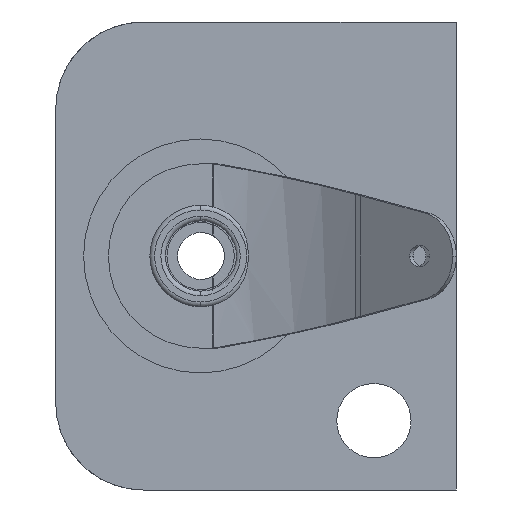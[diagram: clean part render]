
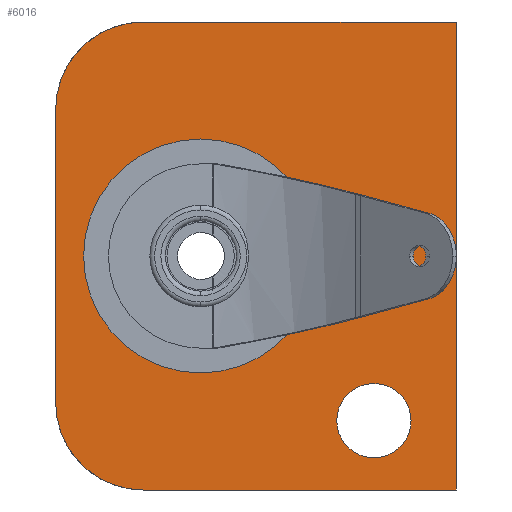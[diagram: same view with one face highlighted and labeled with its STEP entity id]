
A CAD part, left-side view. The second image highlights one B-rep face of the part: STEP entity #6016.
In plain terms, the highlighted planar face has unit normal (-1, 0, 0).
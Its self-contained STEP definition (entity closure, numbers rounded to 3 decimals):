
#67 = CARTESIAN_POINT ( 'NONE',  ( -29.85, 13.7, 0. ) ) ;
#87 = VERTEX_POINT ( 'NONE', #5751 ) ;
#221 = AXIS2_PLACEMENT_3D ( 'NONE', #6274, #8314, #3177 ) ;
#350 = DIRECTION ( 'NONE',  ( 1., 0., 0. ) ) ;
#373 = ORIENTED_EDGE ( 'NONE', *, *, #2659, .T. ) ;
#417 = CARTESIAN_POINT ( 'NONE',  ( -29.85, 2.82, -4.36 ) ) ;
#602 = CARTESIAN_POINT ( 'NONE',  ( -29.85, 2.82, -6.9 ) ) ;
#640 = VERTEX_POINT ( 'NONE', #7282 ) ;
#731 = ORIENTED_EDGE ( 'NONE', *, *, #3228, .T. ) ;
#839 = AXIS2_PLACEMENT_3D ( 'NONE', #1023, #6331, #4969 ) ;
#1023 = CARTESIAN_POINT ( 'NONE',  ( -29.85, 8.745, 0. ) ) ;
#1186 = DIRECTION ( 'NONE',  ( -1., 0., 0. ) ) ;
#1215 = LINE ( 'NONE', #6077, #4273 ) ;
#1280 = CIRCLE ( 'NONE', #839, 4. ) ;
#1490 = VECTOR ( 'NONE', #2343, 1000. ) ;
#1581 = ORIENTED_EDGE ( 'NONE', *, *, #3924, .T. ) ;
#1666 = AXIS2_PLACEMENT_3D ( 'NONE', #6098, #350, #7489 ) ;
#1772 = CARTESIAN_POINT ( 'NONE',  ( -29.85, 13.7, -5. ) ) ;
#1901 = AXIS2_PLACEMENT_3D ( 'NONE', #5385, #6654, #6001 ) ;
#2005 = PLANE ( 'NONE',  #5939 ) ;
#2071 = ORIENTED_EDGE ( 'NONE', *, *, #3974, .T. ) ;
#2145 = DIRECTION ( 'NONE',  ( 0., 0., -1. ) ) ;
#2169 = VECTOR ( 'NONE', #3143, 1000. ) ;
#2260 = EDGE_CURVE ( 'NONE', #5932, #8408, #6934, .T. ) ;
#2343 = DIRECTION ( 'NONE',  ( 0., -1., 0. ) ) ;
#2415 = EDGE_CURVE ( 'NONE', #87, #4671, #4918, .T. ) ;
#2442 = CARTESIAN_POINT ( 'NONE',  ( -29.85, 13.7, 5. ) ) ;
#2572 = VECTOR ( 'NONE', #6431, 1000. ) ;
#2581 = CARTESIAN_POINT ( 'NONE',  ( -29.85, 10.7, 5. ) ) ;
#2659 = EDGE_CURVE ( 'NONE', #640, #4671, #6236, .T. ) ;
#2967 = VERTEX_POINT ( 'NONE', #1772 ) ;
#2997 = ORIENTED_EDGE ( 'NONE', *, *, #2415, .F. ) ;
#3013 = VERTEX_POINT ( 'NONE', #417 ) ;
#3143 = DIRECTION ( 'NONE',  ( 0., -1., 0. ) ) ;
#3172 = CIRCLE ( 'NONE', #1901, 1.27 ) ;
#3177 = DIRECTION ( 'NONE',  ( 0., 0., -1. ) ) ;
#3223 = DIRECTION ( 'NONE',  ( 0., 0., 1. ) ) ;
#3228 = EDGE_CURVE ( 'NONE', #2967, #640, #7649, .T. ) ;
#3271 = EDGE_LOOP ( 'NONE', ( #2071, #4137 ) ) ;
#3284 = FACE_OUTER_BOUND ( 'NONE', #4768, .T. ) ;
#3599 = CARTESIAN_POINT ( 'NONE',  ( -29.85, 8.745, -4. ) ) ;
#3634 = LINE ( 'NONE', #6886, #1490 ) ;
#3924 = EDGE_CURVE ( 'NONE', #4861, #8159, #1280, .T. ) ;
#3974 = EDGE_CURVE ( 'NONE', #7807, #3013, #7791, .T. ) ;
#4066 = EDGE_LOOP ( 'NONE', ( #1581, #8382 ) ) ;
#4090 = ORIENTED_EDGE ( 'NONE', *, *, #4535, .F. ) ;
#4137 = ORIENTED_EDGE ( 'NONE', *, *, #6642, .T. ) ;
#4233 = CARTESIAN_POINT ( 'NONE',  ( -29.85, 8.745, 4. ) ) ;
#4273 = VECTOR ( 'NONE', #2145, 1000. ) ;
#4535 = EDGE_CURVE ( 'NONE', #5932, #87, #3634, .T. ) ;
#4671 = VERTEX_POINT ( 'NONE', #7724 ) ;
#4768 = EDGE_LOOP ( 'NONE', ( #8201, #731, #373, #2997, #4090, #6591 ) ) ;
#4861 = VERTEX_POINT ( 'NONE', #4233 ) ;
#4892 = CARTESIAN_POINT ( 'NONE',  ( -29.85, 10.7, -5. ) ) ;
#4918 = LINE ( 'NONE', #5782, #2572 ) ;
#4969 = DIRECTION ( 'NONE',  ( 0., 0., -1. ) ) ;
#5088 = CARTESIAN_POINT ( 'NONE',  ( -29.85, 13.7, -8. ) ) ;
#5282 = EDGE_CURVE ( 'NONE', #8408, #2967, #1215, .T. ) ;
#5385 = CARTESIAN_POINT ( 'NONE',  ( -29.85, 2.82, -5.63 ) ) ;
#5751 = CARTESIAN_POINT ( 'NONE',  ( -29.85, 0., 8. ) ) ;
#5782 = CARTESIAN_POINT ( 'NONE',  ( -29.85, 0., 0. ) ) ;
#5913 = AXIS2_PLACEMENT_3D ( 'NONE', #2581, #1186, #3223 ) ;
#5932 = VERTEX_POINT ( 'NONE', #7213 ) ;
#5939 = AXIS2_PLACEMENT_3D ( 'NONE', #67, #6560, #7856 ) ;
#6001 = DIRECTION ( 'NONE',  ( 0., 0., -1. ) ) ;
#6016 = ADVANCED_FACE ( 'NONE', ( #3284, #8250, #7634 ), #2005, .T. ) ;
#6077 = CARTESIAN_POINT ( 'NONE',  ( -29.85, 13.7, 0. ) ) ;
#6098 = CARTESIAN_POINT ( 'NONE',  ( -29.85, 8.745, 0. ) ) ;
#6112 = EDGE_CURVE ( 'NONE', #8159, #4861, #7527, .T. ) ;
#6236 = LINE ( 'NONE', #5088, #2169 ) ;
#6274 = CARTESIAN_POINT ( 'NONE',  ( -29.85, 2.82, -5.63 ) ) ;
#6331 = DIRECTION ( 'NONE',  ( 1., 0., 0. ) ) ;
#6431 = DIRECTION ( 'NONE',  ( 0., 0., -1. ) ) ;
#6560 = DIRECTION ( 'NONE',  ( -1., 0., 0. ) ) ;
#6591 = ORIENTED_EDGE ( 'NONE', *, *, #2260, .T. ) ;
#6642 = EDGE_CURVE ( 'NONE', #3013, #7807, #3172, .T. ) ;
#6654 = DIRECTION ( 'NONE',  ( 1., 0., 0. ) ) ;
#6886 = CARTESIAN_POINT ( 'NONE',  ( -29.85, 13.7, 8. ) ) ;
#6934 = CIRCLE ( 'NONE', #5913, 3. ) ;
#7213 = CARTESIAN_POINT ( 'NONE',  ( -29.85, 10.7, 8. ) ) ;
#7266 = AXIS2_PLACEMENT_3D ( 'NONE', #4892, #7407, #7457 ) ;
#7282 = CARTESIAN_POINT ( 'NONE',  ( -29.85, 10.7, -8. ) ) ;
#7407 = DIRECTION ( 'NONE',  ( -1., 0., 0. ) ) ;
#7457 = DIRECTION ( 'NONE',  ( 0., 0., 1. ) ) ;
#7489 = DIRECTION ( 'NONE',  ( 0., 0., -1. ) ) ;
#7527 = CIRCLE ( 'NONE', #1666, 4. ) ;
#7634 = FACE_BOUND ( 'NONE', #4066, .T. ) ;
#7649 = CIRCLE ( 'NONE', #7266, 3. ) ;
#7724 = CARTESIAN_POINT ( 'NONE',  ( -29.85, 0., -8. ) ) ;
#7791 = CIRCLE ( 'NONE', #221, 1.27 ) ;
#7807 = VERTEX_POINT ( 'NONE', #602 ) ;
#7856 = DIRECTION ( 'NONE',  ( 0., 0., 1. ) ) ;
#8159 = VERTEX_POINT ( 'NONE', #3599 ) ;
#8201 = ORIENTED_EDGE ( 'NONE', *, *, #5282, .T. ) ;
#8250 = FACE_BOUND ( 'NONE', #3271, .T. ) ;
#8314 = DIRECTION ( 'NONE',  ( 1., 0., 0. ) ) ;
#8382 = ORIENTED_EDGE ( 'NONE', *, *, #6112, .T. ) ;
#8408 = VERTEX_POINT ( 'NONE', #2442 ) ;
